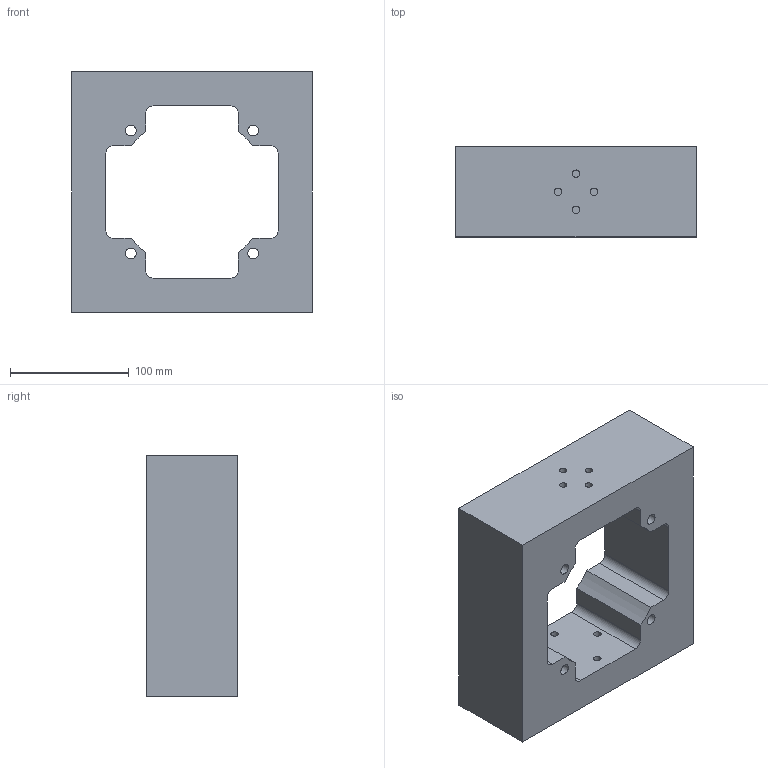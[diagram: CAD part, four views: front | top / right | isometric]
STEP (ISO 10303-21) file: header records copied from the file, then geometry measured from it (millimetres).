
FILE_DESCRIPTION(/* description */ (''),/* implementation_level */ '2;1');
FILE_NAME(/* name */ 'FrontPlateV3.stp',/* time_stamp */ '2024-04-02T10:13:26-04:00',/* author */ ('yusuf'),/* organization */ (''),/* preprocessor_version */ 'ST-DEVELOPER v19.2',/* originating_system */ 'Autodesk Inventor 2024',/* authorisation */ '');
FILE_SCHEMA (('AUTOMOTIVE_DESIGN { 1 0 10303 214 3 1 1 }'));
Length unit declared in the file: inch
Products named in the file (1): FrontPlateV2
Bounding box: 203.2 x 76.2 x 203.2 mm (x, y, z)
Volume: 1837694.5 mm3; surface area: 163549.5 mm2
Topology: 1 solids, 1 shells, 42 faces, 126 edges, 94 vertices
Faces by surface type: cylinder 24, plane 18
Full cylindrical faces by diameter (mm): 6.35 x8, 8.992 x4
Entity records: 1532 total; most frequent: CARTESIAN_POINT 257, DIRECTION 254, ORIENTED_EDGE 240, EDGE_CURVE 120, AXIS2_PLACEMENT_3D 91, VERTEX_POINT 80, LINE 72, VECTOR 72
